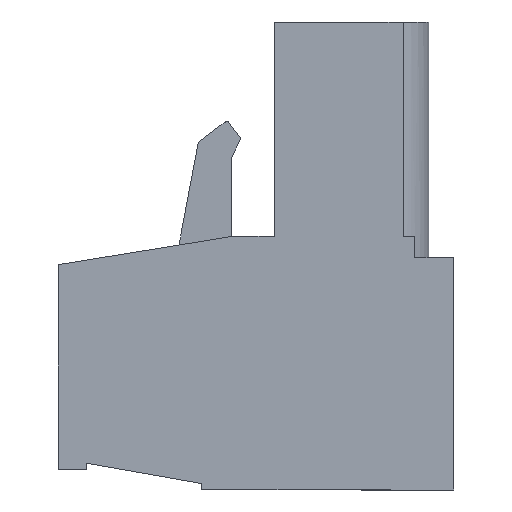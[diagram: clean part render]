
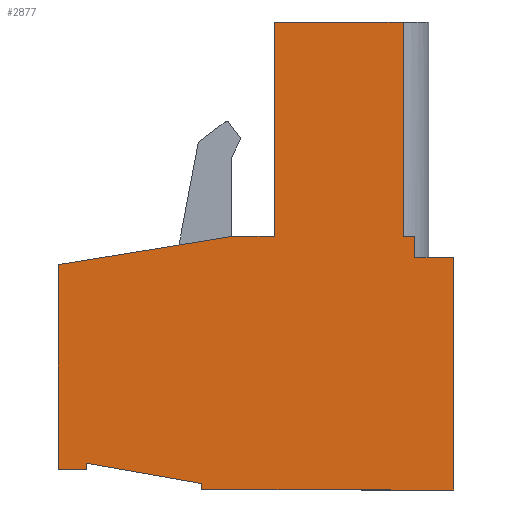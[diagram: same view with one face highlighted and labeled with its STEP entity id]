
A CAD part, left-side view. The second image highlights one B-rep face of the part: STEP entity #2877.
In plain terms, the highlighted planar face has unit normal (-1, 0, 0).
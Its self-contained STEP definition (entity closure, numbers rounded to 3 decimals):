
#84 = CARTESIAN_POINT ( 'NONE',  ( 0., 1.96, 9.15 ) ) ;
#127 = VERTEX_POINT ( 'NONE', #910 ) ;
#170 = CARTESIAN_POINT ( 'NONE',  ( 0., 0., 0. ) ) ;
#203 = VECTOR ( 'NONE', #1790, 1000. ) ;
#225 = EDGE_CURVE ( 'NONE', #380, #127, #817, .T. ) ;
#227 = CARTESIAN_POINT ( 'NONE',  ( 0., 9.77, -8.75 ) ) ;
#261 = EDGE_CURVE ( 'NONE', #1544, #1371, #2532, .T. ) ;
#265 = EDGE_CURVE ( 'NONE', #430, #570, #2317, .T. ) ;
#318 = VERTEX_POINT ( 'NONE', #2856 ) ;
#325 = VERTEX_POINT ( 'NONE', #822 ) ;
#380 = VERTEX_POINT ( 'NONE', #2143 ) ;
#414 = DIRECTION ( 'NONE',  ( 0., 1., 0. ) ) ;
#430 = VERTEX_POINT ( 'NONE', #556 ) ;
#472 = DIRECTION ( 'NONE',  ( 0., 0., 1. ) ) ;
#483 = LINE ( 'NONE', #1248, #2792 ) ;
#486 = VECTOR ( 'NONE', #2682, 1000. ) ;
#489 = ORIENTED_EDGE ( 'NONE', *, *, #1529, .F. ) ;
#499 = ORIENTED_EDGE ( 'NONE', *, *, #2116, .F. ) ;
#548 = VECTOR ( 'NONE', #2283, 1000. ) ;
#549 = CARTESIAN_POINT ( 'NONE',  ( 0., 6.96, 9.15 ) ) ;
#556 = CARTESIAN_POINT ( 'NONE',  ( 0., 1.96, 0.85 ) ) ;
#570 = VERTEX_POINT ( 'NONE', #963 ) ;
#576 = ORIENTED_EDGE ( 'NONE', *, *, #2273, .F. ) ;
#613 = CARTESIAN_POINT ( 'NONE',  ( 0., 9.77, -9. ) ) ;
#627 = VECTOR ( 'NONE', #2621, 1000. ) ;
#666 = ORIENTED_EDGE ( 'NONE', *, *, #2275, .F. ) ;
#721 = DIRECTION ( 'NONE',  ( 0., -1., 0. ) ) ;
#740 = EDGE_LOOP ( 'NONE', ( #1593, #1410, #951, #489, #2812, #1481, #666, #576, #499, #837, #1913, #1867, #1166, #1137, #1171 ) ) ;
#744 = EDGE_CURVE ( 'NONE', #2103, #318, #1506, .T. ) ;
#788 = VECTOR ( 'NONE', #2882, 1000. ) ;
#794 = LINE ( 'NONE', #2896, #203 ) ;
#817 = LINE ( 'NONE', #2645, #2572 ) ;
#822 = CARTESIAN_POINT ( 'NONE',  ( 0., 1.96, 9.15 ) ) ;
#837 = ORIENTED_EDGE ( 'NONE', *, *, #225, .F. ) ;
#846 = DIRECTION ( 'NONE',  ( 0., -1., 0. ) ) ;
#897 = EDGE_CURVE ( 'NONE', #318, #993, #1615, .T. ) ;
#910 = CARTESIAN_POINT ( 'NONE',  ( 0., 15.33, -8.2 ) ) ;
#951 = ORIENTED_EDGE ( 'NONE', *, *, #265, .F. ) ;
#963 = CARTESIAN_POINT ( 'NONE',  ( 0., 1.51, 0.85 ) ) ;
#993 = VERTEX_POINT ( 'NONE', #2583 ) ;
#1000 = DIRECTION ( 'NONE',  ( 1., 0., 0. ) ) ;
#1046 = VECTOR ( 'NONE', #1160, 1000. ) ;
#1065 = DIRECTION ( 'NONE',  ( 0., 0., -1. ) ) ;
#1075 = FACE_OUTER_BOUND ( 'NONE', #740, .T. ) ;
#1078 = CARTESIAN_POINT ( 'NONE',  ( 0., 8.49, 0.85 ) ) ;
#1098 = CARTESIAN_POINT ( 'NONE',  ( 0., 15.33, -0.26 ) ) ;
#1137 = ORIENTED_EDGE ( 'NONE', *, *, #1735, .F. ) ;
#1160 = DIRECTION ( 'NONE',  ( 0., 0., -1. ) ) ;
#1166 = ORIENTED_EDGE ( 'NONE', *, *, #744, .F. ) ;
#1171 = ORIENTED_EDGE ( 'NONE', *, *, #1263, .F. ) ;
#1220 = LINE ( 'NONE', #1483, #2339 ) ;
#1248 = CARTESIAN_POINT ( 'NONE',  ( 0., 14.24, -7.96 ) ) ;
#1263 = EDGE_CURVE ( 'NONE', #1722, #1416, #1895, .T. ) ;
#1283 = EDGE_CURVE ( 'NONE', #1371, #325, #2414, .T. ) ;
#1307 = CARTESIAN_POINT ( 'NONE',  ( 0., 6.96, 0.85 ) ) ;
#1318 = EDGE_CURVE ( 'NONE', #993, #380, #483, .T. ) ;
#1371 = VERTEX_POINT ( 'NONE', #1942 ) ;
#1390 = LINE ( 'NONE', #1546, #2508 ) ;
#1410 = ORIENTED_EDGE ( 'NONE', *, *, #1412, .F. ) ;
#1412 = EDGE_CURVE ( 'NONE', #570, #2005, #794, .T. ) ;
#1416 = VERTEX_POINT ( 'NONE', #1905 ) ;
#1481 = ORIENTED_EDGE ( 'NONE', *, *, #261, .F. ) ;
#1483 = CARTESIAN_POINT ( 'NONE',  ( 0., 15.33, -8.2 ) ) ;
#1506 = LINE ( 'NONE', #613, #2313 ) ;
#1529 = EDGE_CURVE ( 'NONE', #325, #430, #2827, .T. ) ;
#1544 = VERTEX_POINT ( 'NONE', #2650 ) ;
#1546 = CARTESIAN_POINT ( 'NONE',  ( 0., 8.49, 0.85 ) ) ;
#1551 = VERTEX_POINT ( 'NONE', #1098 ) ;
#1593 = ORIENTED_EDGE ( 'NONE', *, *, #1938, .F. ) ;
#1615 = LINE ( 'NONE', #227, #486 ) ;
#1643 = VECTOR ( 'NONE', #721, 1000. ) ;
#1711 = DIRECTION ( 'NONE',  ( 0., 0., 1. ) ) ;
#1718 = CARTESIAN_POINT ( 'NONE',  ( 0., 0., 0. ) ) ;
#1722 = VERTEX_POINT ( 'NONE', #2061 ) ;
#1727 = VECTOR ( 'NONE', #846, 1000. ) ;
#1735 = EDGE_CURVE ( 'NONE', #1416, #2103, #2863, .T. ) ;
#1775 = DIRECTION ( 'NONE',  ( 0., -1., 0. ) ) ;
#1778 = CARTESIAN_POINT ( 'NONE',  ( 0., 1.51, 0. ) ) ;
#1790 = DIRECTION ( 'NONE',  ( 0., 0., -1. ) ) ;
#1817 = CARTESIAN_POINT ( 'NONE',  ( 0., 0., -9. ) ) ;
#1867 = ORIENTED_EDGE ( 'NONE', *, *, #897, .F. ) ;
#1889 = CARTESIAN_POINT ( 'NONE',  ( 0., 1.51, 0. ) ) ;
#1895 = LINE ( 'NONE', #170, #2482 ) ;
#1905 = CARTESIAN_POINT ( 'NONE',  ( 0., 0., -9. ) ) ;
#1913 = ORIENTED_EDGE ( 'NONE', *, *, #1318, .F. ) ;
#1934 = VERTEX_POINT ( 'NONE', #1078 ) ;
#1938 = EDGE_CURVE ( 'NONE', #2005, #1722, #2823, .T. ) ;
#1942 = CARTESIAN_POINT ( 'NONE',  ( 0., 6.96, 9.15 ) ) ;
#1986 = CARTESIAN_POINT ( 'NONE',  ( 0., 1.96, 0.85 ) ) ;
#2005 = VERTEX_POINT ( 'NONE', #1889 ) ;
#2061 = CARTESIAN_POINT ( 'NONE',  ( 0., 0., 0. ) ) ;
#2103 = VERTEX_POINT ( 'NONE', #2810 ) ;
#2116 = EDGE_CURVE ( 'NONE', #127, #1551, #1220, .T. ) ;
#2117 = PLANE ( 'NONE',  #2653 ) ;
#2143 = CARTESIAN_POINT ( 'NONE',  ( 0., 14.24, -8.2 ) ) ;
#2273 = EDGE_CURVE ( 'NONE', #1551, #1934, #2575, .T. ) ;
#2275 = EDGE_CURVE ( 'NONE', #1934, #1544, #1390, .T. ) ;
#2283 = DIRECTION ( 'NONE',  ( 0., 1., 0. ) ) ;
#2312 = VECTOR ( 'NONE', #2638, 1000. ) ;
#2313 = VECTOR ( 'NONE', #472, 1000. ) ;
#2317 = LINE ( 'NONE', #1986, #1727 ) ;
#2339 = VECTOR ( 'NONE', #1711, 1000. ) ;
#2341 = DIRECTION ( 'NONE',  ( 0., 0., -1. ) ) ;
#2414 = LINE ( 'NONE', #549, #627 ) ;
#2482 = VECTOR ( 'NONE', #1065, 1000. ) ;
#2508 = VECTOR ( 'NONE', #1775, 1000. ) ;
#2532 = LINE ( 'NONE', #1307, #2312 ) ;
#2572 = VECTOR ( 'NONE', #414, 1000. ) ;
#2574 = DIRECTION ( 'NONE',  ( 0., 0., -1. ) ) ;
#2575 = LINE ( 'NONE', #2649, #788 ) ;
#2583 = CARTESIAN_POINT ( 'NONE',  ( 0., 14.24, -7.96 ) ) ;
#2621 = DIRECTION ( 'NONE',  ( 0., -1., 0. ) ) ;
#2638 = DIRECTION ( 'NONE',  ( 0., 0., 1. ) ) ;
#2645 = CARTESIAN_POINT ( 'NONE',  ( 0., 14.24, -8.2 ) ) ;
#2649 = CARTESIAN_POINT ( 'NONE',  ( 0., 15.33, -0.26 ) ) ;
#2650 = CARTESIAN_POINT ( 'NONE',  ( 0., 6.96, 0.85 ) ) ;
#2653 = AXIS2_PLACEMENT_3D ( 'NONE', #1718, #1000, #2341 ) ;
#2682 = DIRECTION ( 'NONE',  ( 0., 0.985, 0.174 ) ) ;
#2792 = VECTOR ( 'NONE', #2574, 1000. ) ;
#2810 = CARTESIAN_POINT ( 'NONE',  ( 0., 9.77, -9. ) ) ;
#2812 = ORIENTED_EDGE ( 'NONE', *, *, #1283, .F. ) ;
#2823 = LINE ( 'NONE', #1778, #1643 ) ;
#2827 = LINE ( 'NONE', #84, #1046 ) ;
#2856 = CARTESIAN_POINT ( 'NONE',  ( 0., 9.77, -8.75 ) ) ;
#2863 = LINE ( 'NONE', #1817, #548 ) ;
#2877 = ADVANCED_FACE ( 'NONE', ( #1075 ), #2117, .F. ) ;
#2882 = DIRECTION ( 'NONE',  ( 0., -0.987, 0.16 ) ) ;
#2896 = CARTESIAN_POINT ( 'NONE',  ( 0., 1.51, 0.85 ) ) ;
